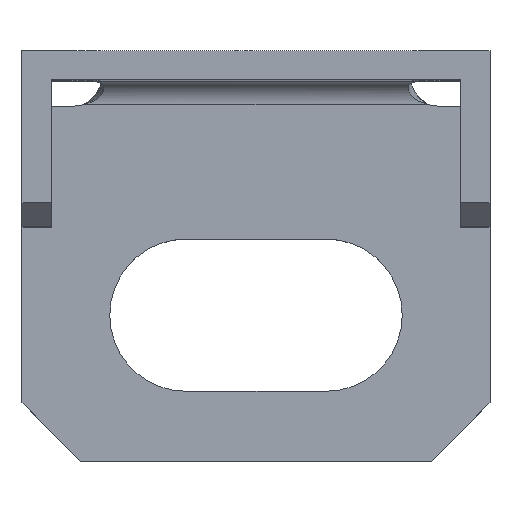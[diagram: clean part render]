
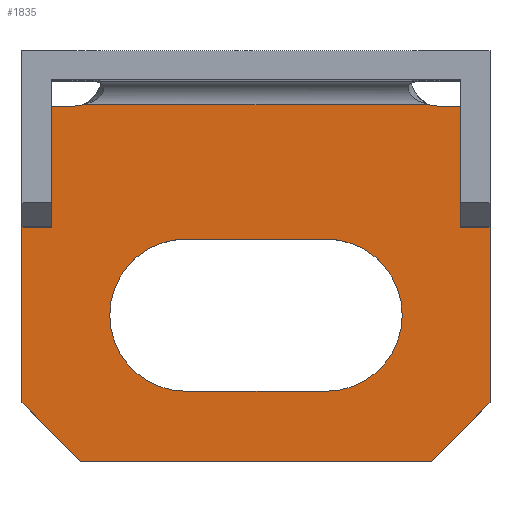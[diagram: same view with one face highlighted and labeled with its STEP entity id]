
A CAD part, top view. The second image highlights one B-rep face of the part: STEP entity #1835.
In plain terms, the highlighted planar face has unit normal (0, 0, 1).
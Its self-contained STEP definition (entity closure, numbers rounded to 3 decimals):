
#5=CARTESIAN_POINT('',(15.5,32.87,0.));
#6=DIRECTION('',(0.,0.,-1.));
#7=DIRECTION('',(0.,-1.,0.));
#8=AXIS2_PLACEMENT_3D('',#5,#6,#7);
#10=DIRECTION('',(0.707,0.707,0.));
#11=VECTOR('',#10,7.071);
#12=CARTESIAN_POINT('',(15.,0.,0.));
#13=LINE('',#12,#11);
#14=DIRECTION('',(0.707,-0.707,0.));
#15=VECTOR('',#14,7.071);
#16=CARTESIAN_POINT('',(-20.,5.,0.));
#17=LINE('',#16,#15);
#18=CARTESIAN_POINT('',(-15.5,32.87,0.));
#19=DIRECTION('',(0.,0.,-1.));
#20=DIRECTION('',(0.318,-0.948,0.));
#21=AXIS2_PLACEMENT_3D('',#18,#19,#20);
#23=CARTESIAN_POINT('',(-6.,12.5,0.));
#24=DIRECTION('',(0.,0.,-1.));
#25=DIRECTION('',(0.,-1.,0.));
#26=AXIS2_PLACEMENT_3D('',#23,#24,#25);
#28=DIRECTION('',(-1.,0.,0.));
#29=VECTOR('',#28,12.);
#30=CARTESIAN_POINT('',(6.,6.,0.));
#31=LINE('',#30,#29);
#32=CARTESIAN_POINT('',(6.,12.5,0.));
#33=DIRECTION('',(0.,0.,-1.));
#34=DIRECTION('',(1.,0.,0.));
#35=AXIS2_PLACEMENT_3D('',#32,#33,#34);
#37=CARTESIAN_POINT('',(6.,12.5,0.));
#38=DIRECTION('',(0.,0.,-1.));
#39=DIRECTION('',(0.,1.,0.));
#40=AXIS2_PLACEMENT_3D('',#37,#38,#39);
#42=DIRECTION('',(1.,0.,0.));
#43=VECTOR('',#42,12.);
#44=CARTESIAN_POINT('',(-6.,19.,0.));
#45=LINE('',#44,#43);
#46=CARTESIAN_POINT('',(-6.,12.5,0.));
#47=DIRECTION('',(0.,0.,-1.));
#48=DIRECTION('',(-1.,0.,0.));
#49=AXIS2_PLACEMENT_3D('',#46,#47,#48);
#234=DIRECTION('',(1.,0.,0.));
#235=VECTOR('',#234,29.409);
#236=CARTESIAN_POINT('',(-14.704,30.5,0.));
#237=LINE('',#236,#235);
#1318=DIRECTION('',(1.,0.,0.));
#1319=VECTOR('',#1318,4.5);
#1320=CARTESIAN_POINT('',(-20.,30.37,0.));
#1321=LINE('',#1320,#1319);
#1322=DIRECTION('',(0.,1.,0.));
#1323=VECTOR('',#1322,25.37);
#1324=CARTESIAN_POINT('',(-20.,5.,0.));
#1325=LINE('',#1324,#1323);
#1334=DIRECTION('',(-1.,0.,0.));
#1335=VECTOR('',#1334,30.);
#1336=CARTESIAN_POINT('',(15.,0.,0.));
#1337=LINE('',#1336,#1335);
#1346=DIRECTION('',(0.,-1.,0.));
#1347=VECTOR('',#1346,25.37);
#1348=CARTESIAN_POINT('',(20.,30.37,0.));
#1349=LINE('',#1348,#1347);
#1354=DIRECTION('',(1.,0.,0.));
#1355=VECTOR('',#1354,4.5);
#1356=CARTESIAN_POINT('',(15.5,30.37,0.));
#1357=LINE('',#1356,#1355);
#1418=CARTESIAN_POINT('',(6.,19.,0.));
#1419=CARTESIAN_POINT('',(12.5,12.5,0.));
#1420=VERTEX_POINT('',#1418);
#1421=VERTEX_POINT('',#1419);
#1478=CARTESIAN_POINT('',(-14.704,30.5,0.));
#1479=VERTEX_POINT('',#1478);
#1490=CARTESIAN_POINT('',(15.,0.,0.));
#1492=VERTEX_POINT('',#1490);
#1522=CARTESIAN_POINT('',(15.5,30.37,0.));
#1524=VERTEX_POINT('',#1522);
#1526=CARTESIAN_POINT('',(-15.5,30.37,0.));
#1527=VERTEX_POINT('',#1526);
#1536=CARTESIAN_POINT('',(20.,5.,0.));
#1538=VERTEX_POINT('',#1536);
#1542=CARTESIAN_POINT('',(-6.,19.,0.));
#1543=VERTEX_POINT('',#1542);
#1568=CARTESIAN_POINT('',(14.704,30.5,0.));
#1569=VERTEX_POINT('',#1568);
#1600=CARTESIAN_POINT('',(-20.,5.,0.));
#1601=CARTESIAN_POINT('',(-20.,30.37,0.));
#1602=VERTEX_POINT('',#1600);
#1603=VERTEX_POINT('',#1601);
#1620=CARTESIAN_POINT('',(20.,30.37,0.));
#1621=VERTEX_POINT('',#1620);
#1648=CARTESIAN_POINT('',(-15.,0.,0.));
#1649=VERTEX_POINT('',#1648);
#1690=CARTESIAN_POINT('',(6.,6.,
0.));
#1691=CARTESIAN_POINT('',(-6.,6.,
0.));
#1692=VERTEX_POINT('',#1690);
#1693=VERTEX_POINT('',#1691);
#1698=CARTESIAN_POINT('',(-12.5,12.5,0.));
#1699=VERTEX_POINT('',#1698);
#1795=CARTESIAN_POINT('',(-15.5,32.87,0.));
#1796=DIRECTION('',(0.,0.,1.));
#1797=DIRECTION('',(1.,0.,0.));
#1798=AXIS2_PLACEMENT_3D('',#1795,#1796,#1797);
#1799=PLANE('',#1798);
#1801=ORIENTED_EDGE('',*,*,#1800,.F.);
#1803=ORIENTED_EDGE('',*,*,#1802,.T.);
#1805=ORIENTED_EDGE('',*,*,#1804,.T.);
#1807=ORIENTED_EDGE('',*,*,#1806,.F.);
#1809=ORIENTED_EDGE('',*,*,#1808,.T.);
#1811=ORIENTED_EDGE('',*,*,#1810,.F.);
#1813=ORIENTED_EDGE('',*,*,#1812,.T.);
#1815=ORIENTED_EDGE('',*,*,#1814,.T.);
#1816=ORIENTED_EDGE('',*,*,#1784,.F.);
#1818=ORIENTED_EDGE('',*,*,#1817,.T.);
#1819=EDGE_LOOP('',(#1801,#1803,#1805,#1807,#1809,#1811,#1813,#1815,#1816,
#1818));
#1820=FACE_OUTER_BOUND('',#1819,.F.);
#1822=ORIENTED_EDGE('',*,*,#1821,.F.);
#1824=ORIENTED_EDGE('',*,*,#1823,.F.);
#1826=ORIENTED_EDGE('',*,*,#1825,.F.);
#1828=ORIENTED_EDGE('',*,*,#1827,.F.);
#1830=ORIENTED_EDGE('',*,*,#1829,.F.);
#1832=ORIENTED_EDGE('',*,*,#1831,.F.);
#1833=EDGE_LOOP('',(#1822,#1824,#1826,#1828,#1830,#1832));
#1834=FACE_BOUND('',#1833,.F.);
#1835=ADVANCED_FACE('',(#1820,#1834),#1799,.T.);
#9=CIRCLE('',#8,2.5);
#22=CIRCLE('',#21,2.5);
#27=CIRCLE('',#26,6.5);
#36=CIRCLE('',#35,6.5);
#41=CIRCLE('',#40,6.5);
#50=CIRCLE('',#49,6.5);
#1784=EDGE_CURVE('',#1479,#1527,#22,.T.);
#1800=EDGE_CURVE('',#1524,#1569,#9,.T.);
#1802=EDGE_CURVE('',#1524,#1621,#1357,.T.);
#1804=EDGE_CURVE('',#1621,#1538,#1349,.T.);
#1806=EDGE_CURVE('',#1492,#1538,#13,.T.);
#1808=EDGE_CURVE('',#1492,#1649,#1337,.T.);
#1810=EDGE_CURVE('',#1602,#1649,#17,.T.);
#1812=EDGE_CURVE('',#1602,#1603,#1325,.T.);
#1814=EDGE_CURVE('',#1603,#1527,#1321,.T.);
#1817=EDGE_CURVE('',#1479,#1569,#237,.T.);
#1821=EDGE_CURVE('',#1693,#1699,#27,.T.);
#1823=EDGE_CURVE('',#1692,#1693,#31,.T.);
#1825=EDGE_CURVE('',#1421,#1692,#36,.T.);
#1827=EDGE_CURVE('',#1420,#1421,#41,.T.);
#1829=EDGE_CURVE('',#1543,#1420,#45,.T.);
#1831=EDGE_CURVE('',#1699,#1543,#50,.T.);
